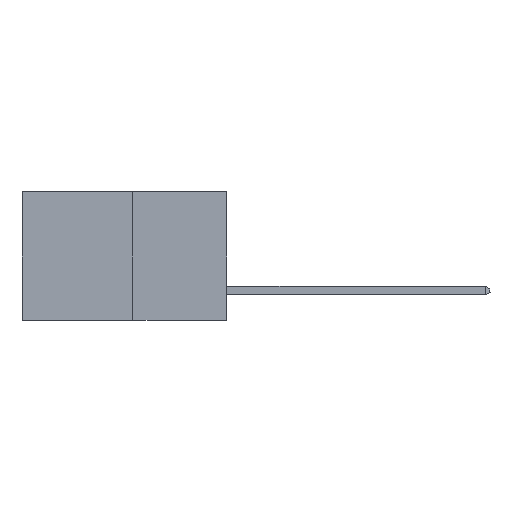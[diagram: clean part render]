
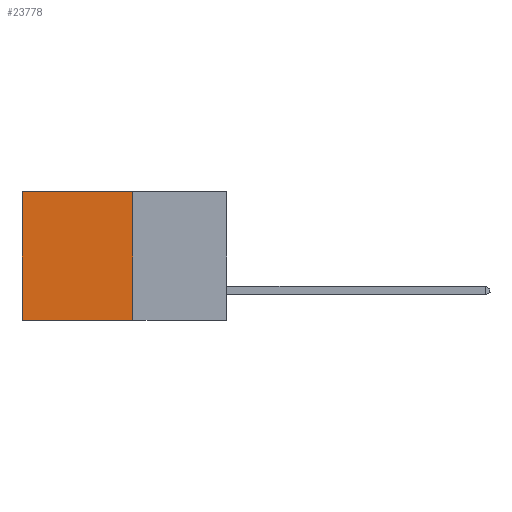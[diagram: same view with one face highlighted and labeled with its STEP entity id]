
A CAD part, left-side view. The second image highlights one B-rep face of the part: STEP entity #23778.
In plain terms, the highlighted planar face has unit normal (-1, 0, 0).
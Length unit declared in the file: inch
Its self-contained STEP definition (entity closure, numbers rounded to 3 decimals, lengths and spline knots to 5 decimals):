
#35 = CARTESIAN_POINT ( 'NONE',  ( 0.277, 0.59, -0.37 ) ) ;
#170 = EDGE_LOOP ( 'NONE', ( #20796, #879, #11326, #25613 ) ) ;
#879 = ORIENTED_EDGE ( 'NONE', *, *, #16769, .F. ) ;
#1049 = DIRECTION ( 'NONE',  ( 0., 0., -1. ) ) ;
#1481 = EDGE_CURVE ( 'NONE', #25008, #9934, #23677, .T. ) ;
#1731 = AXIS2_PLACEMENT_3D ( 'NONE', #11102, #26466, #13349 ) ;
#2659 = CARTESIAN_POINT ( 'NONE',  ( 0.277, 0.27, -0.37 ) ) ;
#6212 = VECTOR ( 'NONE', #27786, 39.37008 ) ;
#6371 = VECTOR ( 'NONE', #1049, 39.37008 ) ;
#7064 = DIRECTION ( 'NONE',  ( 0., 0., -1. ) ) ;
#7660 = CARTESIAN_POINT ( 'NONE',  ( 0.277, 0.59, -0.37 ) ) ;
#8651 = CARTESIAN_POINT ( 'NONE',  ( 0.277, 0.27, -0.37 ) ) ;
#9602 = LINE ( 'NONE', #8651, #20600 ) ;
#9934 = VERTEX_POINT ( 'NONE', #10941 ) ;
#10666 = VERTEX_POINT ( 'NONE', #35 ) ;
#10877 = DIRECTION ( 'NONE',  ( 0., 1., 0. ) ) ;
#10941 = CARTESIAN_POINT ( 'NONE',  ( 0.277, 0.27, -0.37 ) ) ;
#11015 = PLANE ( 'NONE',  #1731 ) ;
#11079 = EDGE_CURVE ( 'NONE', #25008, #12615, #23704, .T. ) ;
#11102 = CARTESIAN_POINT ( 'NONE',  ( 0.277, 0.27, -0.37 ) ) ;
#11326 = ORIENTED_EDGE ( 'NONE', *, *, #1481, .F. ) ;
#12615 = VERTEX_POINT ( 'NONE', #26712 ) ;
#12843 = EDGE_CURVE ( 'NONE', #12615, #10666, #12919, .T. ) ;
#12919 = LINE ( 'NONE', #7660, #6371 ) ;
#13349 = DIRECTION ( 'NONE',  ( 0., 0., -1. ) ) ;
#16769 = EDGE_CURVE ( 'NONE', #9934, #10666, #9602, .T. ) ;
#17610 = FACE_OUTER_BOUND ( 'NONE', #170, .T. ) ;
#17841 = VECTOR ( 'NONE', #7064, 39.37008 ) ;
#20600 = VECTOR ( 'NONE', #10877, 39.37008 ) ;
#20796 = ORIENTED_EDGE ( 'NONE', *, *, #12843, .T. ) ;
#23346 = CARTESIAN_POINT ( 'NONE',  ( 0.277, 0.27, 0. ) ) ;
#23677 = LINE ( 'NONE', #2659, #17841 ) ;
#23704 = LINE ( 'NONE', #23346, #6212 ) ;
#23778 = ADVANCED_FACE ( 'NONE', ( #17610 ), #11015, .F. ) ;
#25008 = VERTEX_POINT ( 'NONE', #26020 ) ;
#25613 = ORIENTED_EDGE ( 'NONE', *, *, #11079, .T. ) ;
#26020 = CARTESIAN_POINT ( 'NONE',  ( 0.277, 0.27, 0. ) ) ;
#26466 = DIRECTION ( 'NONE',  ( 1., 0., 0. ) ) ;
#26712 = CARTESIAN_POINT ( 'NONE',  ( 0.277, 0.59, 0. ) ) ;
#27786 = DIRECTION ( 'NONE',  ( 0., 1., 0. ) ) ;
